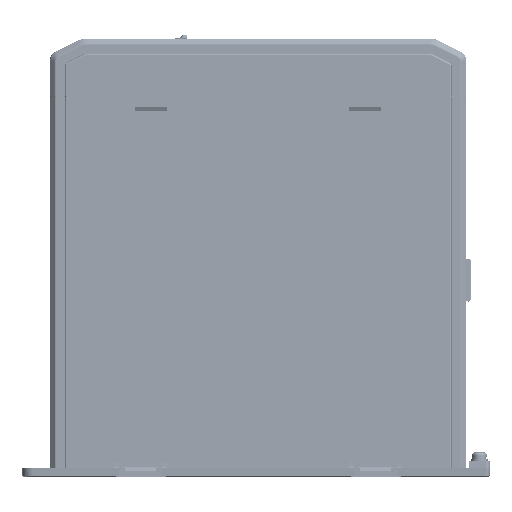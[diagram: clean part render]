
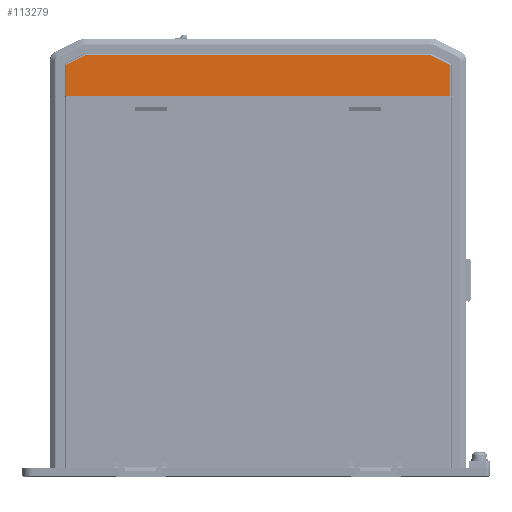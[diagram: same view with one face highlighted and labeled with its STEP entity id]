
A CAD part, left-side view. The second image highlights one B-rep face of the part: STEP entity #113279.
In plain terms, the highlighted face is planar.
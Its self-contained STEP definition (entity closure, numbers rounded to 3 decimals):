
#17210=VECTOR('',#149834,1.);
#17215=VECTOR('',#149855,1.);
#17220=VECTOR('',#149876,1.);
#17324=VECTOR('',#150178,1.);
#17325=VECTOR('',#150180,1.);
#17326=VECTOR('',#150181,1.);
#27330=LINE('',#186701,#17210);
#27335=LINE('',#186726,#17215);
#27340=LINE('',#186751,#17220);
#27444=LINE('',#187109,#17324);
#27445=LINE('',#187111,#17325);
#27446=LINE('',#187113,#17326);
#39674=VERTEX_POINT('',#186696);
#39675=VERTEX_POINT('',#186697);
#39676=VERTEX_POINT('',#186702);
#39681=VERTEX_POINT('',#186723);
#39682=VERTEX_POINT('',#186727);
#39687=VERTEX_POINT('',#186748);
#39688=VERTEX_POINT('',#186752);
#39693=VERTEX_POINT('',#186773);
#39766=VERTEX_POINT('',#187108);
#39767=VERTEX_POINT('',#187112);
#44766=CIRCLE('',#123487,0.7);
#44772=CIRCLE('',#123496,2.2);
#44777=CIRCLE('',#123504,2.2);
#44782=CIRCLE('',#123512,0.7);
#59002=EDGE_CURVE('',#39674,#39675,#44766,.T.);
#59005=EDGE_CURVE('',#39676,#39674,#27330,.T.);
#59013=EDGE_CURVE('',#39681,#39676,#44772,.T.);
#59015=EDGE_CURVE('',#39682,#39681,#27335,.T.);
#59023=EDGE_CURVE('',#39687,#39682,#44777,.T.);
#59025=EDGE_CURVE('',#39688,#39687,#27340,.T.);
#59033=EDGE_CURVE('',#39693,#39688,#44782,.T.);
#59177=EDGE_CURVE('',#39766,#39693,#27444,.T.);
#59178=EDGE_CURVE('',#39675,#39767,#27445,.T.);
#59179=EDGE_CURVE('',#39767,#39766,#27446,.T.);
#88756=ORIENTED_EDGE('',*,*,#59178,.F.);
#88757=ORIENTED_EDGE('',*,*,#59002,.F.);
#88758=ORIENTED_EDGE('',*,*,#59005,.F.);
#88759=ORIENTED_EDGE('',*,*,#59013,.F.);
#88760=ORIENTED_EDGE('',*,*,#59015,.F.);
#88761=ORIENTED_EDGE('',*,*,#59023,.F.);
#88762=ORIENTED_EDGE('',*,*,#59025,.F.);
#88763=ORIENTED_EDGE('',*,*,#59033,.F.);
#88764=ORIENTED_EDGE('',*,*,#59177,.F.);
#88765=ORIENTED_EDGE('',*,*,#59179,.F.);
#99651=EDGE_LOOP('',(#88756,#88757,#88758,#88759,#88760,#88761,#88762,#88763,
#88764,#88765));
#107018=FACE_BOUND('',#99651,.T.);
#113279=ADVANCED_FACE('',(#107018),#229426,.F.);
#123487=AXIS2_PLACEMENT_3D('',#186695,#149826,#149827);
#123496=AXIS2_PLACEMENT_3D('',#186722,#149849,#149850);
#123504=AXIS2_PLACEMENT_3D('',#186747,#149870,#149871);
#123512=AXIS2_PLACEMENT_3D('',#186772,#149891,#149892);
#123620=AXIS2_PLACEMENT_3D('',#187110,#150179,$);
#149826=DIRECTION('',(-1.,0.,0.));
#149827=DIRECTION('',(0.,0.313,0.626));
#149834=DIRECTION('',(0.,0.894,-0.447));
#149849=DIRECTION('',(-1.,0.,0.));
#149850=DIRECTION('',(0.,0.,2.2));
#149855=DIRECTION('',(0.,1.,0.));
#149870=DIRECTION('',(-1.,0.,0.));
#149871=DIRECTION('',(0.,-0.984,1.968));
#149876=DIRECTION('',(0.,0.894,0.447));
#149891=DIRECTION('',(-1.,0.,0.));
#149892=DIRECTION('',(0.,-0.7,0.));
#150178=DIRECTION('',(0.,0.,1.));
#150179=DIRECTION('',(-1.,0.,0.));
#150180=DIRECTION('',(0.,0.,-1.));
#150181=DIRECTION('',(0.,-1.,0.));
#186695=CARTESIAN_POINT('',(-75.,89.,14.247));
#186696=CARTESIAN_POINT('',(-75.,89.313,14.873));
#186697=CARTESIAN_POINT('',(-75.,89.7,14.247));
#186701=CARTESIAN_POINT('',(-75.,81.123,18.968));
#186702=CARTESIAN_POINT('',(-75.,81.123,18.968));
#186722=CARTESIAN_POINT('',(-75.,80.139,17.));
#186723=CARTESIAN_POINT('',(-75.,80.139,19.2));
#186726=CARTESIAN_POINT('',(-75.,-80.139,19.2));
#186727=CARTESIAN_POINT('',(-75.,-80.139,19.2));
#186747=CARTESIAN_POINT('',(-75.,-80.139,17.));
#186748=CARTESIAN_POINT('',(-75.,-81.123,18.968));
#186751=CARTESIAN_POINT('',(-75.,-89.313,14.873));
#186752=CARTESIAN_POINT('',(-75.,-89.313,14.873));
#186772=CARTESIAN_POINT('',(-75.,-89.,14.247));
#186773=CARTESIAN_POINT('',(-75.,-89.7,14.247));
#187108=CARTESIAN_POINT('',(-75.,-89.7,0.));
#187109=CARTESIAN_POINT('',(-75.,-89.7,0.));
#187110=CARTESIAN_POINT('',(-75.,0.,9.6));
#187111=CARTESIAN_POINT('',(-75.,89.7,14.247));
#187112=CARTESIAN_POINT('',(-75.,89.7,0.));
#187113=CARTESIAN_POINT('',(-75.,89.7,0.));
#229426=PLANE('',#123620);
